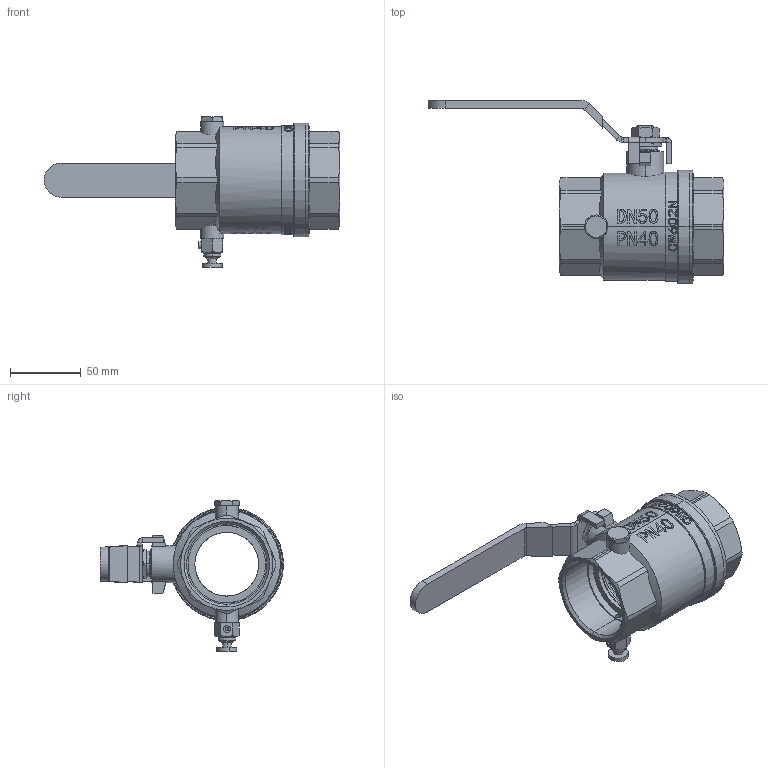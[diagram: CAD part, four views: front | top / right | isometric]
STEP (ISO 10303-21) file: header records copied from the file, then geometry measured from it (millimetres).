
FILE_DESCRIPTION (( 'STEP AP214' ), '1' );
FILE_NAME ('带排水球阀2.0.STEP', '2023-03-07T04:41:14', ( '' ), ( '' ), 'SwSTEP 2.0', 'SolidWorks 2016', '' );
FILE_SCHEMA (( 'AUTOMOTIVE_DESIGN' ));
Length unit declared in the file: millimetre
Products named in the file (16): O遠14x1.5; 8x1.9; 黑簽; 种赽; 鞠褒蹟譫_M12X6; 沺す啣忒梟; 鞠褒揤簽_20x1.5; 沓蹋_18.3x14.1x7; 3031201530030; 概釱_56x45x4.8; 諾陑⑩_69x45x10; 概簽ㄗ囀ㄘ; 2渡概极; 带排水球阀2.0; 幗豪佪裝; 齬ァ郲掛极
Assembly tree (17 placements, depth 2):
  带排水球阀2.0
    2渡概极
    概簽ㄗ囀ㄘ
    諾陑⑩_69x45x10
    概釱_56x45x4.8  x2
    3031201530030
    沓蹋_18.3x14.1x7
    鞠褒揤簽_20x1.5
    沺す啣忒梟
    鞠褒蹟譫_M12X6
    种赽
    黑簽
    8x1.9
    O遠14x1.5  x2
    齬ァ郲掛极
    幗豪佪裝
Bounding box: 208.51 x 129.01 x 106.17 mm (x, y, z)
Volume: 197870.4 mm3; surface area: 142829.6 mm2
Topology: 18 solids, 18 shells, 1269 faces, 3188 edges, 2051 vertices
Faces by surface type: plane 570, bspline 311, cylinder 222, cone 122, torus 38, sphere 6
Entity records: 66887 total; most frequent: CARTESIAN_POINT 37120, ORIENTED_EDGE 6280, DIRECTION 4721, EDGE_CURVE 3140, VERTEX_POINT 2023, AXIS2_PLACEMENT_3D 1645, VECTOR 1431, LINE 1431
